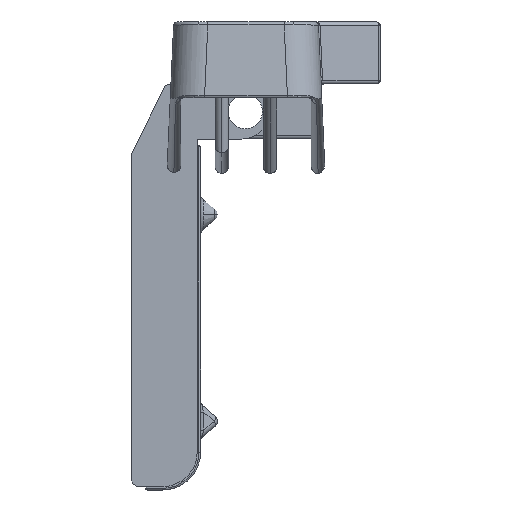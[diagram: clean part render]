
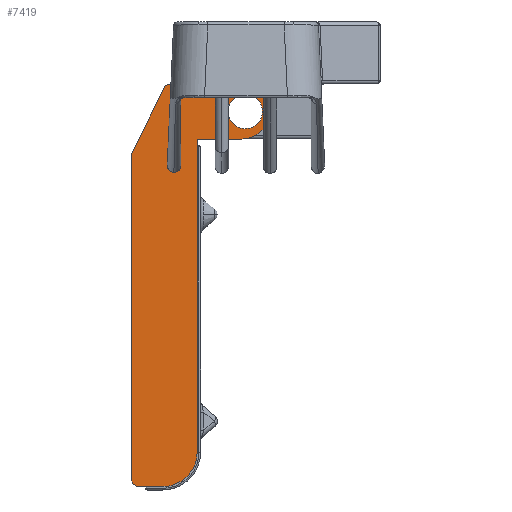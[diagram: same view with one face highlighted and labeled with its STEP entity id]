
A CAD part, left-side view. The second image highlights one B-rep face of the part: STEP entity #7419.
In plain terms, the highlighted face is planar.
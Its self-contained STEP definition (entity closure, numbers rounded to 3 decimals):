
#24 = DIRECTION ( 'NONE',  ( 1., 0., 0. ) ) ;
#87 = AXIS2_PLACEMENT_3D ( 'NONE', #4640, #10658, #7378 ) ;
#99 = CARTESIAN_POINT ( 'NONE',  ( 24.25, 0., 24.25 ) ) ;
#246 = EDGE_CURVE ( 'NONE', #4159, #862, #6384, .T. ) ;
#340 = CARTESIAN_POINT ( 'NONE',  ( 24.25, 5., 24.25 ) ) ;
#423 = CARTESIAN_POINT ( 'NONE',  ( 24.25, 3.882, -28.25 ) ) ;
#613 = EDGE_CURVE ( 'NONE', #4637, #1919, #4932, .T. ) ;
#771 = CIRCLE ( 'NONE', #87, 2.5 ) ;
#776 = AXIS2_PLACEMENT_3D ( 'NONE', #423, #8428, #4316 ) ;
#862 = VERTEX_POINT ( 'NONE', #8890 ) ;
#872 = ORIENTED_EDGE ( 'NONE', *, *, #6235, .F. ) ;
#1049 = CIRCLE ( 'NONE', #5487, 1. ) ;
#1198 = DIRECTION ( 'NONE',  ( 0., 0., -1. ) ) ;
#1460 = ORIENTED_EDGE ( 'NONE', *, *, #1731, .T. ) ;
#1492 = DIRECTION ( 'NONE',  ( 0., -1., 0. ) ) ;
#1698 = CARTESIAN_POINT ( 'NONE',  ( 24.25, 0., -21.25 ) ) ;
#1713 = LINE ( 'NONE', #7599, #7979 ) ;
#1731 = EDGE_CURVE ( 'NONE', #3057, #7831, #1049, .T. ) ;
#1800 = DIRECTION ( 'NONE',  ( -1., 0., 0. ) ) ;
#1900 = CARTESIAN_POINT ( 'NONE',  ( 24.25, 9.5, -29.25 ) ) ;
#1919 = VERTEX_POINT ( 'NONE', #1698 ) ;
#1975 = VERTEX_POINT ( 'NONE', #5980 ) ;
#2067 = VERTEX_POINT ( 'NONE', #2995 ) ;
#2080 = CARTESIAN_POINT ( 'NONE',  ( 24.25, 3.882, -29.25 ) ) ;
#2105 = AXIS2_PLACEMENT_3D ( 'NONE', #5710, #6538, #4030 ) ;
#2127 = DIRECTION ( 'NONE',  ( 0., 0., 1. ) ) ;
#2132 = ORIENTED_EDGE ( 'NONE', *, *, #246, .F. ) ;
#2210 = CIRCLE ( 'NONE', #4138, 5. ) ;
#2251 = CARTESIAN_POINT ( 'NONE',  ( 24.25, 8.5, 28.25 ) ) ;
#2355 = ORIENTED_EDGE ( 'NONE', *, *, #2378, .F. ) ;
#2378 = EDGE_CURVE ( 'NONE', #7655, #6214, #8894, .T. ) ;
#2535 = ORIENTED_EDGE ( 'NONE', *, *, #9648, .T. ) ;
#2557 = EDGE_CURVE ( 'NONE', #4801, #8898, #771, .T. ) ;
#2651 = DIRECTION ( 'NONE',  ( 0., 0., 1. ) ) ;
#2673 = DIRECTION ( 'NONE',  ( 0., -1., 0. ) ) ;
#2677 = CARTESIAN_POINT ( 'NONE',  ( 24.25, 5., 29.25 ) ) ;
#2906 = DIRECTION ( 'NONE',  ( 0., 0., -1. ) ) ;
#2922 = EDGE_CURVE ( 'NONE', #1975, #6214, #9150, .T. ) ;
#2995 = CARTESIAN_POINT ( 'NONE',  ( 24.25, -6.5, -21.25 ) ) ;
#3057 = VERTEX_POINT ( 'NONE', #6353 ) ;
#3138 = ORIENTED_EDGE ( 'NONE', *, *, #2922, .T. ) ;
#3183 = CARTESIAN_POINT ( 'NONE',  ( 24.25, -7., -27.75 ) ) ;
#3241 = ORIENTED_EDGE ( 'NONE', *, *, #8042, .T. ) ;
#3246 = EDGE_CURVE ( 'NONE', #1919, #2067, #8078, .T. ) ;
#3308 = CARTESIAN_POINT ( 'NONE',  ( 24.25, 8.5, 29.25 ) ) ;
#3497 = PLANE ( 'NONE',  #6977 ) ;
#3594 = DIRECTION ( 'NONE',  ( 0., 0., 1. ) ) ;
#3611 = ORIENTED_EDGE ( 'NONE', *, *, #8769, .T. ) ;
#4030 = DIRECTION ( 'NONE',  ( 0., 0., 1. ) ) ;
#4138 = AXIS2_PLACEMENT_3D ( 'NONE', #340, #6174, #3594 ) ;
#4151 = DIRECTION ( 'NONE',  ( 1., 0., 0. ) ) ;
#4159 = VERTEX_POINT ( 'NONE', #6695 ) ;
#4244 = DIRECTION ( 'NONE',  ( 0., -0.447, -0.894 ) ) ;
#4281 = CARTESIAN_POINT ( 'NONE',  ( 24.25, 9.5, -29.25 ) ) ;
#4316 = DIRECTION ( 'NONE',  ( 0., 0., 1. ) ) ;
#4402 = AXIS2_PLACEMENT_3D ( 'NONE', #7446, #4151, #11007 ) ;
#4452 = VECTOR ( 'NONE', #1492, 1000. ) ;
#4486 = FACE_BOUND ( 'NONE', #8239, .T. ) ;
#4572 = VERTEX_POINT ( 'NONE', #7459 ) ;
#4637 = VERTEX_POINT ( 'NONE', #99 ) ;
#4640 = CARTESIAN_POINT ( 'NONE',  ( 24.25, -7., -25.25 ) ) ;
#4768 = DIRECTION ( 'NONE',  ( 1., 0., 0. ) ) ;
#4801 = VERTEX_POINT ( 'NONE', #8212 ) ;
#4887 = VECTOR ( 'NONE', #2673, 1000. ) ;
#4932 = LINE ( 'NONE', #5301, #10653 ) ;
#5301 = CARTESIAN_POINT ( 'NONE',  ( 24.25, 0., -29.25 ) ) ;
#5378 = CIRCLE ( 'NONE', #776, 1. ) ;
#5411 = CARTESIAN_POINT ( 'NONE',  ( 24.25, -6.5, -29.25 ) ) ;
#5487 = AXIS2_PLACEMENT_3D ( 'NONE', #2251, #8193, #5642 ) ;
#5498 = EDGE_CURVE ( 'NONE', #8898, #4801, #6641, .T. ) ;
#5642 = DIRECTION ( 'NONE',  ( 0., 0., 1. ) ) ;
#5710 = CARTESIAN_POINT ( 'NONE',  ( 24.25, -6.5, -25.25 ) ) ;
#5858 = EDGE_LOOP ( 'NONE', ( #8872, #7229, #3138, #2355, #2535, #2132, #3241, #872, #1460, #10620, #3611, #7211 ) ) ;
#5980 = CARTESIAN_POINT ( 'NONE',  ( 24.25, -10.5, -25.25 ) ) ;
#6174 = DIRECTION ( 'NONE',  ( 1., 0., 0. ) ) ;
#6214 = VERTEX_POINT ( 'NONE', #5411 ) ;
#6235 = EDGE_CURVE ( 'NONE', #3057, #4572, #8225, .T. ) ;
#6236 = FACE_OUTER_BOUND ( 'NONE', #5858, .T. ) ;
#6274 = ORIENTED_EDGE ( 'NONE', *, *, #5498, .F. ) ;
#6353 = CARTESIAN_POINT ( 'NONE',  ( 24.25, 9.5, 28.25 ) ) ;
#6359 = CIRCLE ( 'NONE', #4402, 1. ) ;
#6384 = LINE ( 'NONE', #7653, #10397 ) ;
#6447 = CARTESIAN_POINT ( 'NONE',  ( 24.25, -6.5, -25.25 ) ) ;
#6505 = AXIS2_PLACEMENT_3D ( 'NONE', #6447, #4768, #2127 ) ;
#6538 = DIRECTION ( 'NONE',  ( 1., 0., 0. ) ) ;
#6567 = DIRECTION ( 'NONE',  ( 0., 0., -1. ) ) ;
#6641 = CIRCLE ( 'NONE', #9252, 2.5 ) ;
#6695 = CARTESIAN_POINT ( 'NONE',  ( 24.25, 9.394, -19.461 ) ) ;
#6977 = AXIS2_PLACEMENT_3D ( 'NONE', #1900, #1800, #2651 ) ;
#7211 = ORIENTED_EDGE ( 'NONE', *, *, #613, .T. ) ;
#7229 = ORIENTED_EDGE ( 'NONE', *, *, #9703, .T. ) ;
#7271 = EDGE_CURVE ( 'NONE', #7831, #7410, #1713, .T. ) ;
#7378 = DIRECTION ( 'NONE',  ( 0., 0., -1. ) ) ;
#7410 = VERTEX_POINT ( 'NONE', #2677 ) ;
#7419 = ADVANCED_FACE ( 'NONE', ( #4486, #6236 ), #3497, .F. ) ;
#7429 = CARTESIAN_POINT ( 'NONE',  ( 24.25, -7., -25.25 ) ) ;
#7446 = CARTESIAN_POINT ( 'NONE',  ( 24.25, 8.5, -19.014 ) ) ;
#7459 = CARTESIAN_POINT ( 'NONE',  ( 24.25, 9.5, -19.014 ) ) ;
#7599 = CARTESIAN_POINT ( 'NONE',  ( 24.25, 9.5, 29.25 ) ) ;
#7653 = CARTESIAN_POINT ( 'NONE',  ( 24.25, 9.5, -19.25 ) ) ;
#7655 = VERTEX_POINT ( 'NONE', #2080 ) ;
#7831 = VERTEX_POINT ( 'NONE', #3308 ) ;
#7979 = VECTOR ( 'NONE', #9350, 1000. ) ;
#8042 = EDGE_CURVE ( 'NONE', #4159, #4572, #6359, .T. ) ;
#8078 = LINE ( 'NONE', #8404, #4452 ) ;
#8193 = DIRECTION ( 'NONE',  ( 1., 0., 0. ) ) ;
#8212 = CARTESIAN_POINT ( 'NONE',  ( 24.25, -7., -22.75 ) ) ;
#8225 = LINE ( 'NONE', #9673, #10216 ) ;
#8239 = EDGE_LOOP ( 'NONE', ( #6274, #11041 ) ) ;
#8404 = CARTESIAN_POINT ( 'NONE',  ( 24.25, 0., -21.25 ) ) ;
#8428 = DIRECTION ( 'NONE',  ( 1., 0., 0. ) ) ;
#8769 = EDGE_CURVE ( 'NONE', #7410, #4637, #2210, .T. ) ;
#8872 = ORIENTED_EDGE ( 'NONE', *, *, #3246, .T. ) ;
#8890 = CARTESIAN_POINT ( 'NONE',  ( 24.25, 4.776, -28.697 ) ) ;
#8894 = LINE ( 'NONE', #4281, #4887 ) ;
#8898 = VERTEX_POINT ( 'NONE', #3183 ) ;
#9150 = CIRCLE ( 'NONE', #6505, 4. ) ;
#9252 = AXIS2_PLACEMENT_3D ( 'NONE', #7429, #24, #6567 ) ;
#9350 = DIRECTION ( 'NONE',  ( 0., -1., 0. ) ) ;
#9648 = EDGE_CURVE ( 'NONE', #7655, #862, #5378, .T. ) ;
#9662 = CIRCLE ( 'NONE', #2105, 4. ) ;
#9673 = CARTESIAN_POINT ( 'NONE',  ( 24.25, 9.5, -29.25 ) ) ;
#9703 = EDGE_CURVE ( 'NONE', #2067, #1975, #9662, .T. ) ;
#10216 = VECTOR ( 'NONE', #2906, 1000. ) ;
#10397 = VECTOR ( 'NONE', #4244, 1000. ) ;
#10620 = ORIENTED_EDGE ( 'NONE', *, *, #7271, .T. ) ;
#10653 = VECTOR ( 'NONE', #1198, 1000. ) ;
#10658 = DIRECTION ( 'NONE',  ( 1., 0., 0. ) ) ;
#11007 = DIRECTION ( 'NONE',  ( 0., 0., 1. ) ) ;
#11041 = ORIENTED_EDGE ( 'NONE', *, *, #2557, .F. ) ;
